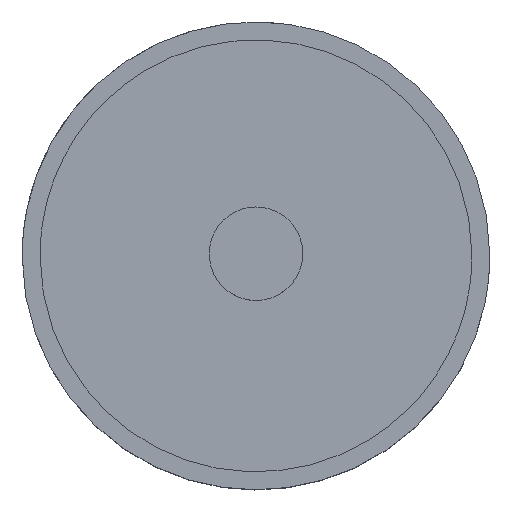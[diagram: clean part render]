
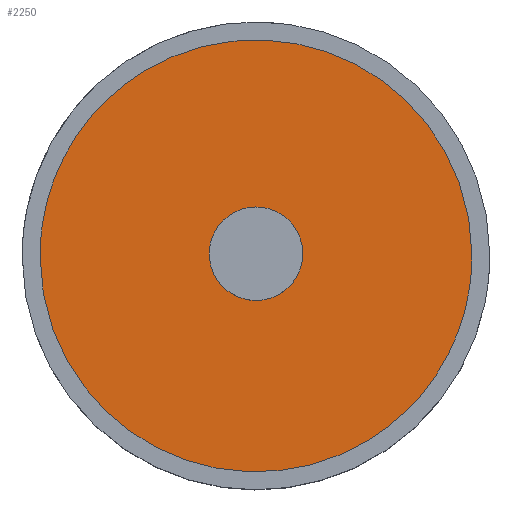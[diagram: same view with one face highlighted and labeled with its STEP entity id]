
A CAD part, top view. The second image highlights one B-rep face of the part: STEP entity #2250.
In plain terms, the highlighted planar face has unit normal (0, 0, 1).
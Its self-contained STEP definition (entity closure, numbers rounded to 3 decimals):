
#1620 = CARTESIAN_POINT ('', (-2.309, 0., 2.2));
#1630 = VERTEX_POINT ('', #1620);
#1640 = CARTESIAN_POINT ('', (2.309, 0., 2.2));
#1650 = VERTEX_POINT ('', #1640);
#1660 = CARTESIAN_POINT ('', (-2.309, 0., 2.2));
#1670 = CARTESIAN_POINT ('', (-2.309, -0.367, 2.2));
#1680 = CARTESIAN_POINT ('', (-2.219, -0.736, 2.2));
#1690 = CARTESIAN_POINT ('', (-1.895, -1.362, 2.2));
#1700 = CARTESIAN_POINT ('', (-1.671, -1.629, 2.2));
#1710 = CARTESIAN_POINT ('', (-1.131, -2.042, 2.2));
#1720 = CARTESIAN_POINT ('', (-0.811, -2.189, 2.2));
#1730 = CARTESIAN_POINT ('', (-0.145, -2.329, 2.2));
#1740 = CARTESIAN_POINT ('', (0.203, -2.325, 2.2));
#1750 = CARTESIAN_POINT ('', (0.776, -2.189, 2.2));
#1760 = CARTESIAN_POINT ('', (1.014, -2.09, 2.2));
#1770 = CARTESIAN_POINT ('', (1.442, -1.821, 2.2));
#1780 = CARTESIAN_POINT ('', (1.637, -1.648, 2.2));
#1790 = CARTESIAN_POINT ('', (1.959, -1.249, 2.2));
#1800 = CARTESIAN_POINT ('', (2.088, -1.018, 2.2));
#1810 = CARTESIAN_POINT ('', (2.263, -0.528, 2.2));
#1820 = CARTESIAN_POINT ('', (2.309, -0.262, 2.2));
#1830 = CARTESIAN_POINT ('', (2.309, 0., 2.2));
#1840 = B_SPLINE_CURVE_WITH_KNOTS ('', 3, (#1660, #1670, #1680, #1690, #1700, #1710, #1720, #1730, #1740, #1750, #1760, #1770, #1780, #1790, #1800, #1810, #1820, #1830), .UNSPECIFIED., .F., .U., (4, 2, 2, 2, 2, 2, 2, 2, 4), (0., 1.102, 2.115, 3.141, 4.155, 4.908, 5.671, 6.445, 7.231), .UNSPECIFIED.);
#1850 = EDGE_CURVE ('', #1630, #1650, #1840, .T.);
#1870 = CARTESIAN_POINT ('', (2.309, 0., 2.2));
#1880 = CARTESIAN_POINT ('', (2.309, 0.367, 2.2));
#1890 = CARTESIAN_POINT ('', (2.219, 0.736, 2.2));
#1900 = CARTESIAN_POINT ('', (1.895, 1.362, 2.2));
#1910 = CARTESIAN_POINT ('', (1.671, 1.629, 2.2));
#1920 = CARTESIAN_POINT ('', (1.131, 2.042, 2.2));
#1930 = CARTESIAN_POINT ('', (0.811, 2.189, 2.2));
#1940 = CARTESIAN_POINT ('', (0.145, 2.329, 2.2));
#1950 = CARTESIAN_POINT ('', (-0.203, 2.325, 2.2));
#1960 = CARTESIAN_POINT ('', (-0.776, 2.189, 2.2));
#1970 = CARTESIAN_POINT ('', (-1.014, 2.09, 2.2));
#1980 = CARTESIAN_POINT ('', (-1.442, 1.821, 2.2));
#1990 = CARTESIAN_POINT ('', (-1.637, 1.648, 2.2));
#2000 = CARTESIAN_POINT ('', (-1.959, 1.249, 2.2));
#2010 = CARTESIAN_POINT ('', (-2.088, 1.018, 2.2));
#2020 = CARTESIAN_POINT ('', (-2.263, 0.528, 2.2));
#2030 = CARTESIAN_POINT ('', (-2.309, 0.262, 2.2));
#2040 = CARTESIAN_POINT ('', (-2.309, 0., 2.2));
#2050 = B_SPLINE_CURVE_WITH_KNOTS ('', 3, (#1870, #1880, #1890, #1900, #1910, #1920, #1930, #1940, #1950, #1960, #1970, #1980, #1990, #2000, #2010, #2020, #2030, #2040), .UNSPECIFIED., .F., .U., (4, 2, 2, 2, 2, 2, 2, 2, 4), (0., 1.102, 2.115, 3.141, 4.155, 4.908, 5.671, 6.445, 7.231), .UNSPECIFIED.);
#2060 = EDGE_CURVE ('', #1650, #1630, #2050, .T.);
#2160 = ORIENTED_EDGE ('', *, *, #2060, .T.);
#2170 = ORIENTED_EDGE ('', *, *, #1850, .T.);
#2180 = EDGE_LOOP ('', (#2160, #2170));
#2190 = FACE_OUTER_BOUND ('', #2180, .T.);
#2200 = CARTESIAN_POINT ('', (0., 4.914, 2.2));
#2210 = DIRECTION ('', (0., 0., 1.));
#2220 = DIRECTION ('', (-0.707, -0.707, 0.));
#2230 = AXIS2_PLACEMENT_3D ('', #2200, #2210, #2220);
#2240 = PLANE ('', #2230);
#2250 = ADVANCED_FACE ('', (#2190), #2240, .T.);
